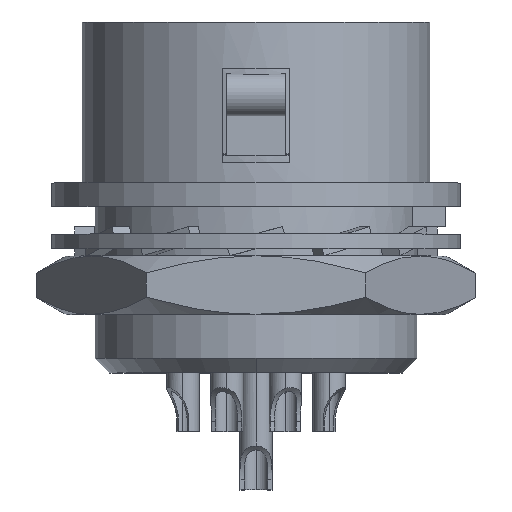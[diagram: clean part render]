
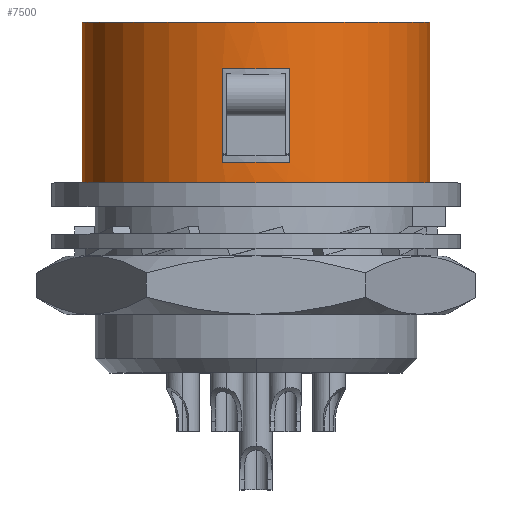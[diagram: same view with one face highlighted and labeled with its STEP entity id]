
A CAD part, top view. The second image highlights one B-rep face of the part: STEP entity #7500.
In plain terms, the highlighted cylindrical face has radius 5.95 mm (diameter 11.9 mm), a partial arc.
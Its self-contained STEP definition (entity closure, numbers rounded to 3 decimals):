
#210=CARTESIAN_POINT('',(0.,6.5,0.
));
#220=DIRECTION('',(0.,1.,0.));
#230=DIRECTION('',(-1.,0.,0.));
#240=AXIS2_PLACEMENT_3D('',#210,#220,#230);
#250=CIRCLE('',#240,5.95);
#260=CARTESIAN_POINT('',(5.95,6.5,0.));
#270=VERTEX_POINT('',#260);
#280=CARTESIAN_POINT('',(-5.95,6.5,0.));
#290=VERTEX_POINT('',#280);
#320=EDGE_CURVE('',#290,#270,#250,.T.);
#3330=CARTESIAN_POINT('',(0.,12.,
0.));
#3340=DIRECTION('',(0.,1.,0.));
#3350=DIRECTION('',(-1.,0.,0.));
#3360=AXIS2_PLACEMENT_3D('',#3330,#3340,#3350);
#3370=CIRCLE('',#3360,5.95);
#3380=CARTESIAN_POINT('',(-5.95,12.,0.));
#3390=VERTEX_POINT('',#3380);
#3400=CARTESIAN_POINT('',(5.95,12.,0.));
#3410=VERTEX_POINT('',#3400);
#3420=EDGE_CURVE('',#3390,#3410,#3370,.T.);
#6240=CARTESIAN_POINT('',(0.,7.2,
0.));
#6250=DIRECTION('',(0.,-1.,0.));
#6260=DIRECTION('',(-1.,0.,0.));
#6270=AXIS2_PLACEMENT_3D('',#6240,#6250,#6260);
#6280=CIRCLE('',#6270,5.95);
#6290=CARTESIAN_POINT('',(1.15,7.2,5.838));
#6300=VERTEX_POINT('',#6290);
#6310=CARTESIAN_POINT('',(-1.15,7.2,5.838));
#6320=VERTEX_POINT('',#6310);
#6330=EDGE_CURVE('',#6300,#6320,#6280,.T.);
#7030=CARTESIAN_POINT('',(0.,12.138,
0.));
#7040=DIRECTION('',(0.,-1.,0.));
#7050=DIRECTION('',(-1.,0.,0.));
#7060=AXIS2_PLACEMENT_3D('',#7030,#7040,#7050);
#7070=CYLINDRICAL_SURFACE('',#7060,5.95);
#7080=CARTESIAN_POINT('',(-5.95,12.138,0.));
#7090=DIRECTION('',(0.,-1.,0.));
#7100=VECTOR('',#7090,1.);
#7110=LINE('',#7080,#7100);
#7120=EDGE_CURVE('',#3390,#290,#7110,.T.);
#7130=ORIENTED_EDGE('',*,*,#7120,.T.);
#7140=ORIENTED_EDGE('',*,*,#3420,.F.);
#7150=CARTESIAN_POINT('',(5.95,12.138,0.));
#7160=DIRECTION('',(0.,-1.,0.));
#7170=VECTOR('',#7160,1.);
#7180=LINE('',#7150,#7170);
#7190=EDGE_CURVE('',#3410,#270,#7180,.T.);
#7200=ORIENTED_EDGE('',*,*,#7190,.F.);
#7210=ORIENTED_EDGE('',*,*,#320,.T.);
#7220=EDGE_LOOP('',(#7210,#7200,#7140,#7130));
#7230=FACE_OUTER_BOUND('',#7220,.T.);
#7240=CARTESIAN_POINT('',(-1.15,12.138,5.838));
#7250=DIRECTION('',(0.,-1.,0.));
#7260=VECTOR('',#7250,1.);
#7270=LINE('',#7240,#7260);
#7280=CARTESIAN_POINT('',(-1.15,10.4,5.838));
#7290=VERTEX_POINT('',#7280);
#7300=EDGE_CURVE('',#7290,#6320,#7270,.T.);
#7310=ORIENTED_EDGE('',*,*,#7300,.F.);
#7320=ORIENTED_EDGE('',*,*,#6330,.T.);
#7330=CARTESIAN_POINT('',(1.15,12.138,5.838));
#7340=DIRECTION('',(0.,-1.,0.));
#7350=VECTOR('',#7340,1.);
#7360=LINE('',#7330,#7350);
#7370=CARTESIAN_POINT('',(1.15,10.4,5.838));
#7380=VERTEX_POINT('',#7370);
#7390=EDGE_CURVE('',#7380,#6300,#7360,.T.);
#7400=ORIENTED_EDGE('',*,*,#7390,.T.);
#7410=CARTESIAN_POINT('',(0.,10.4,
0.));
#7420=DIRECTION('',(0.,-1.,0.));
#7430=DIRECTION('',(-1.,0.,0.));
#7440=AXIS2_PLACEMENT_3D('',#7410,#7420,#7430);
#7450=CIRCLE('',#7440,5.95);
#7460=EDGE_CURVE('',#7380,#7290,#7450,.T.);
#7470=ORIENTED_EDGE('',*,*,#7460,.F.);
#7480=EDGE_LOOP('',(#7470,#7400,#7320,#7310));
#7490=FACE_BOUND('',#7480,.T.);
#7500=ADVANCED_FACE('',(#7230,#7490),#7070,.T.);
